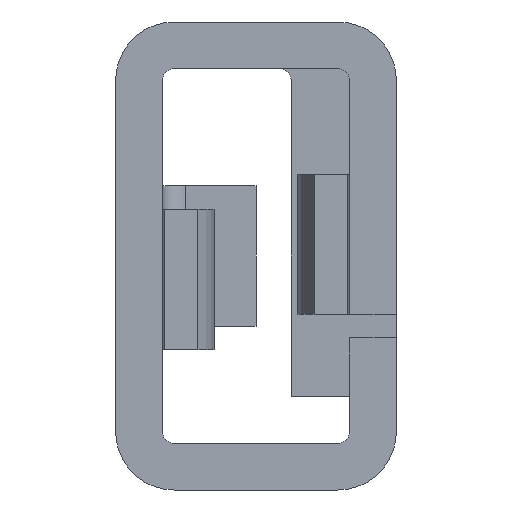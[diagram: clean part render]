
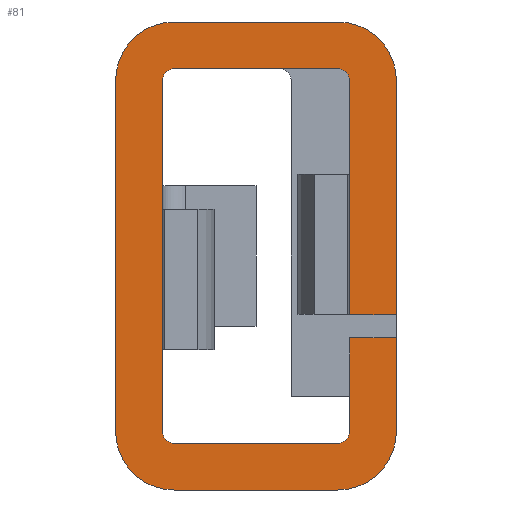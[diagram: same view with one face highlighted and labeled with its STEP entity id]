
A CAD part, left-side view. The second image highlights one B-rep face of the part: STEP entity #81.
In plain terms, the highlighted planar face has unit normal (-1, 0, 0).
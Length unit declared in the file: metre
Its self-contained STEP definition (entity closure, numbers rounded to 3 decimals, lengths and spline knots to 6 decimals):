
#81 = ADVANCED_FACE( '', ( #209 ), #210, .T. );
#209 = FACE_OUTER_BOUND( '', #393, .T. );
#210 = PLANE( '', #394 );
#393 = EDGE_LOOP( '', ( #845, #846, #847, #848, #849, #850, #851, #852, #853, #854, #855, #856, #857, #858, #859, #860, #861, #862, #863, #864 ) );
#394 = AXIS2_PLACEMENT_3D( '', #865, #866, #867 );
#845 = ORIENTED_EDGE( '', *, *, #1523, .T. );
#846 = ORIENTED_EDGE( '', *, *, #1524, .T. );
#847 = ORIENTED_EDGE( '', *, *, #1343, .F. );
#848 = ORIENTED_EDGE( '', *, *, #1477, .T. );
#849 = ORIENTED_EDGE( '', *, *, #1525, .F. );
#850 = ORIENTED_EDGE( '', *, *, #1502, .T. );
#851 = ORIENTED_EDGE( '', *, *, #1377, .F. );
#852 = ORIENTED_EDGE( '', *, *, #1402, .T. );
#853 = ORIENTED_EDGE( '', *, *, #1455, .F. );
#854 = ORIENTED_EDGE( '', *, *, #1451, .T. );
#855 = ORIENTED_EDGE( '', *, *, #1526, .F. );
#856 = ORIENTED_EDGE( '', *, *, #1527, .F. );
#857 = ORIENTED_EDGE( '', *, *, #1528, .T. );
#858 = ORIENTED_EDGE( '', *, *, #1473, .T. );
#859 = ORIENTED_EDGE( '', *, *, #1529, .F. );
#860 = ORIENTED_EDGE( '', *, *, #1406, .T. );
#861 = ORIENTED_EDGE( '', *, *, #1407, .F. );
#862 = ORIENTED_EDGE( '', *, *, #1530, .T. );
#863 = ORIENTED_EDGE( '', *, *, #1438, .T. );
#864 = ORIENTED_EDGE( '', *, *, #1517, .T. );
#865 = CARTESIAN_POINT( '', ( -0.004585, 0.0006, 0. ) );
#866 = DIRECTION( '', ( -1., 0., 0. ) );
#867 = DIRECTION( '', ( 0., 0., 1. ) );
#1343 = EDGE_CURVE( '', #1623, #1624, #1625, .T. );
#1377 = EDGE_CURVE( '', #1689, #1691, #1692, .T. );
#1402 = EDGE_CURVE( '', #1689, #1735, #1737, .T. );
#1406 = EDGE_CURVE( '', #1739, #1743, #1745, .T. );
#1407 = EDGE_CURVE( '', #1746, #1743, #1747, .T. );
#1438 = EDGE_CURVE( '', #1806, #1804, #1807, .T. );
#1451 = EDGE_CURVE( '', #1831, #1829, #1832, .T. );
#1455 = EDGE_CURVE( '', #1831, #1735, #1836, .T. );
#1473 = EDGE_CURVE( '', #1867, #1865, #1868, .T. );
#1477 = EDGE_CURVE( '', #1623, #1872, #1874, .T. );
#1502 = EDGE_CURVE( '', #1913, #1691, #1914, .T. );
#1517 = EDGE_CURVE( '', #1804, #1935, #1937, .T. );
#1523 = EDGE_CURVE( '', #1935, #1946, #1947, .T. );
#1524 = EDGE_CURVE( '', #1946, #1624, #1948, .T. );
#1525 = EDGE_CURVE( '', #1913, #1872, #1949, .T. );
#1526 = EDGE_CURVE( '', #1950, #1829, #1951, .T. );
#1527 = EDGE_CURVE( '', #1952, #1950, #1953, .T. );
#1528 = EDGE_CURVE( '', #1952, #1867, #1954, .T. );
#1529 = EDGE_CURVE( '', #1739, #1865, #1955, .T. );
#1530 = EDGE_CURVE( '', #1746, #1806, #1956, .T. );
#1623 = VERTEX_POINT( '', #2089 );
#1624 = VERTEX_POINT( '', #2090 );
#1625 = LINE( '', #2091, #2092 );
#1689 = VERTEX_POINT( '', #2186 );
#1691 = VERTEX_POINT( '', #2189 );
#1692 = LINE( '', #2190, #2191 );
#1735 = VERTEX_POINT( '', #2251 );
#1737 = CIRCLE( '', #2254, 0.00005 );
#1739 = VERTEX_POINT( '', #2256 );
#1743 = VERTEX_POINT( '', #2261 );
#1745 = CIRCLE( '', #2264, 0.00025 );
#1746 = VERTEX_POINT( '', #2265 );
#1747 = LINE( '', #2266, #2267 );
#1804 = VERTEX_POINT( '', #2351 );
#1806 = VERTEX_POINT( '', #2354 );
#1807 = LINE( '', #2355, #2356 );
#1829 = VERTEX_POINT( '', #2389 );
#1831 = VERTEX_POINT( '', #2392 );
#1832 = CIRCLE( '', #2393, 0.00005 );
#1836 = LINE( '', #2400, #2401 );
#1865 = VERTEX_POINT( '', #2446 );
#1867 = VERTEX_POINT( '', #2449 );
#1868 = CIRCLE( '', #2450, 0.00025 );
#1872 = VERTEX_POINT( '', #2455 );
#1874 = CIRCLE( '', #2458, 0.00005 );
#1913 = VERTEX_POINT( '', #2512 );
#1914 = CIRCLE( '', #2513, 0.00005 );
#1935 = VERTEX_POINT( '', #2544 );
#1937 = CIRCLE( '', #2547, 0.00025 );
#1946 = VERTEX_POINT( '', #2559 );
#1947 = LINE( '', #2560, #2561 );
#1948 = LINE( '', #2562, #2563 );
#1949 = LINE( '', #2564, #2565 );
#1950 = VERTEX_POINT( '', #2566 );
#1951 = LINE( '', #2567, #2568 );
#1952 = VERTEX_POINT( '', #2569 );
#1953 = LINE( '', #2570, #2571 );
#1954 = LINE( '', #2572, #2573 );
#1955 = LINE( '', #2574, #2575 );
#1956 = CIRCLE( '', #2576, 0.00025 );
#2089 = CARTESIAN_POINT( '', ( -0.004585, -0.0004, 0.00025 ) );
#2090 = CARTESIAN_POINT( '', ( -0.004585, -0.0004, 0.00065 ) );
#2091 = CARTESIAN_POINT( '', ( -0.004585, -0.0004, 0.00025 ) );
#2092 = VECTOR( '', #2787, 1. );
#2186 = CARTESIAN_POINT( '', ( -0.004585, 0.0004, 0.00175 ) );
#2189 = CARTESIAN_POINT( '', ( -0.004585, 0.0004, 0.00025 ) );
#2190 = CARTESIAN_POINT( '', ( -0.004585, 0.0004, 0.00175 ) );
#2191 = VECTOR( '', #2822, 1. );
#2251 = CARTESIAN_POINT( '', ( -0.004585, 0.00035, 0.0018 ) );
#2254 = AXIS2_PLACEMENT_3D( '', #2859, #2860, #2861 );
#2256 = CARTESIAN_POINT( '', ( -0.004585, 0.00035, 0.002 ) );
#2261 = CARTESIAN_POINT( '', ( -0.004585, 0.0006, 0.00175 ) );
#2264 = AXIS2_PLACEMENT_3D( '', #2867, #2868, #2869 );
#2265 = CARTESIAN_POINT( '', ( -0.004585, 0.0006, 0.00025 ) );
#2266 = CARTESIAN_POINT( '', ( -0.004585, 0.0006, 0.00025 ) );
#2267 = VECTOR( '', #2870, 1. );
#2351 = CARTESIAN_POINT( '', ( -0.004585, -0.00035, 0. ) );
#2354 = CARTESIAN_POINT( '', ( -0.004585, 0.00035, 0. ) );
#2355 = CARTESIAN_POINT( '', ( -0.004585, 0.00035, 0. ) );
#2356 = VECTOR( '', #2905, 1. );
#2389 = CARTESIAN_POINT( '', ( -0.004585, -0.0004, 0.00175 ) );
#2392 = CARTESIAN_POINT( '', ( -0.004585, -0.00035, 0.0018 ) );
#2393 = AXIS2_PLACEMENT_3D( '', #2918, #2919, #2920 );
#2400 = CARTESIAN_POINT( '', ( -0.004585, -0.00035, 0.0018 ) );
#2401 = VECTOR( '', #2924, 1. );
#2446 = CARTESIAN_POINT( '', ( -0.004585, -0.00035, 0.002 ) );
#2449 = CARTESIAN_POINT( '', ( -0.004585, -0.0006, 0.00175 ) );
#2450 = AXIS2_PLACEMENT_3D( '', #2942, #2943, #2944 );
#2455 = CARTESIAN_POINT( '', ( -0.004585, -0.00035, 0.0002 ) );
#2458 = AXIS2_PLACEMENT_3D( '', #2950, #2951, #2952 );
#2512 = CARTESIAN_POINT( '', ( -0.004585, 0.00035, 0.0002 ) );
#2513 = AXIS2_PLACEMENT_3D( '', #2995, #2996, #2997 );
#2544 = CARTESIAN_POINT( '', ( -0.004585, -0.0006, 0.00025 ) );
#2547 = AXIS2_PLACEMENT_3D( '', #3018, #3019, #3020 );
#2559 = CARTESIAN_POINT( '', ( -0.004585, -0.0006, 0.00065 ) );
#2560 = CARTESIAN_POINT( '', ( -0.004585, -0.0006, 0.00025 ) );
#2561 = VECTOR( '', #3030, 1. );
#2562 = CARTESIAN_POINT( '', ( -0.004585, -0.0006, 0.00065 ) );
#2563 = VECTOR( '', #3031, 1. );
#2564 = CARTESIAN_POINT( '', ( -0.004585, 0.00035, 0.0002 ) );
#2565 = VECTOR( '', #3032, 1. );
#2566 = CARTESIAN_POINT( '', ( -0.004585, -0.0004, 0.00075 ) );
#2567 = CARTESIAN_POINT( '', ( -0.004585, -0.0004, 0.00075 ) );
#2568 = VECTOR( '', #3033, 1. );
#2569 = CARTESIAN_POINT( '', ( -0.004585, -0.0006, 0.00075 ) );
#2570 = CARTESIAN_POINT( '', ( -0.004585, -0.0006, 0.00075 ) );
#2571 = VECTOR( '', #3034, 1. );
#2572 = CARTESIAN_POINT( '', ( -0.004585, -0.0006, 0.00075 ) );
#2573 = VECTOR( '', #3035, 1. );
#2574 = CARTESIAN_POINT( '', ( -0.004585, 0.00035, 0.002 ) );
#2575 = VECTOR( '', #3036, 1. );
#2576 = AXIS2_PLACEMENT_3D( '', #3037, #3038, #3039 );
#2787 = DIRECTION( '', ( 0., 0., 1. ) );
#2822 = DIRECTION( '', ( 0., 0., -1. ) );
#2859 = CARTESIAN_POINT( '', ( -0.004585, 0.00035, 0.00175 ) );
#2860 = DIRECTION( '', ( 1., 0., 0. ) );
#2861 = DIRECTION( '', ( 0., 1., 0. ) );
#2867 = CARTESIAN_POINT( '', ( -0.004585, 0.00035, 0.00175 ) );
#2868 = DIRECTION( '', ( -1., 0., 0. ) );
#2869 = DIRECTION( '', ( 0., 0., 1. ) );
#2870 = DIRECTION( '', ( 0., 0., 1. ) );
#2905 = DIRECTION( '', ( 0., -1., 0. ) );
#2918 = CARTESIAN_POINT( '', ( -0.004585, -0.00035, 0.00175 ) );
#2919 = DIRECTION( '', ( 1., 0., 0. ) );
#2920 = DIRECTION( '', ( 0., 0., 1. ) );
#2924 = DIRECTION( '', ( 0., 1., 0. ) );
#2942 = CARTESIAN_POINT( '', ( -0.004585, -0.00035, 0.00175 ) );
#2943 = DIRECTION( '', ( -1., 0., 0. ) );
#2944 = DIRECTION( '', ( 0., -1., 0. ) );
#2950 = CARTESIAN_POINT( '', ( -0.004585, -0.00035, 0.00025 ) );
#2951 = DIRECTION( '', ( 1., 0., 0. ) );
#2952 = DIRECTION( '', ( 0., -1., 0. ) );
#2995 = CARTESIAN_POINT( '', ( -0.004585, 0.00035, 0.00025 ) );
#2996 = DIRECTION( '', ( 1., 0., 0. ) );
#2997 = DIRECTION( '', ( 0., 0., -1. ) );
#3018 = CARTESIAN_POINT( '', ( -0.004585, -0.00035, 0.00025 ) );
#3019 = DIRECTION( '', ( -1., 0., 0. ) );
#3020 = DIRECTION( '', ( 0., 0., -1. ) );
#3030 = DIRECTION( '', ( 0., 0., 1. ) );
#3031 = DIRECTION( '', ( 0., 1., 0. ) );
#3032 = DIRECTION( '', ( 0., -1., 0. ) );
#3033 = DIRECTION( '', ( 0., 0., 1. ) );
#3034 = DIRECTION( '', ( 0., 1., 0. ) );
#3035 = DIRECTION( '', ( 0., 0., 1. ) );
#3036 = DIRECTION( '', ( 0., -1., 0. ) );
#3037 = CARTESIAN_POINT( '', ( -0.004585, 0.00035, 0.00025 ) );
#3038 = DIRECTION( '', ( -1., 0., 0. ) );
#3039 = DIRECTION( '', ( 0., 1., 0. ) );
